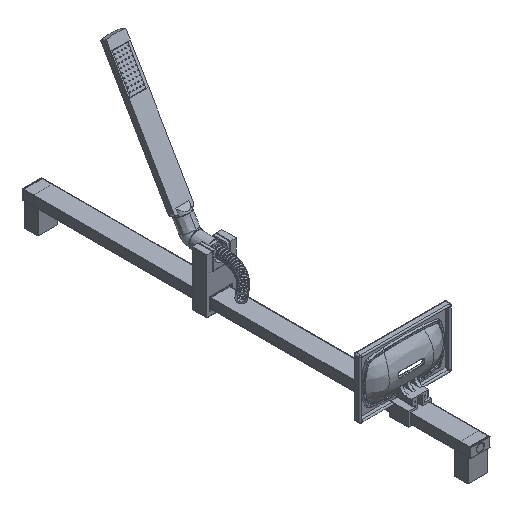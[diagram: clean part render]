
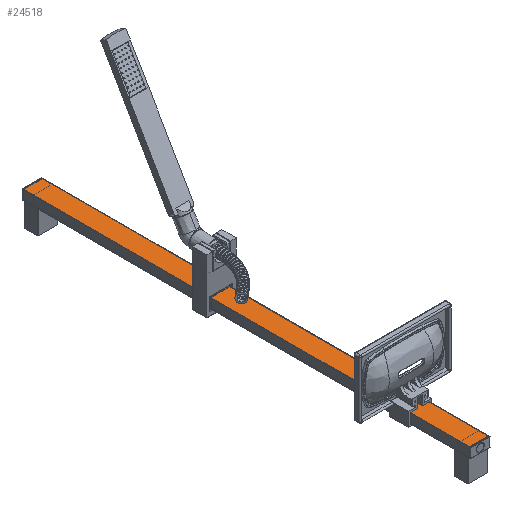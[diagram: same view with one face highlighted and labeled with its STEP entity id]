
A CAD part, isometric view. The second image highlights one B-rep face of the part: STEP entity #24518.
In plain terms, the highlighted planar face has unit normal (0, 0, 1).
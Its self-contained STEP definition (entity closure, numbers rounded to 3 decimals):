
#6014=DIRECTION('',(-1.,0.,0.));
#6015=VECTOR('',#6014,11.);
#6016=CARTESIAN_POINT('',(14.5,-31.5,7.5));
#6017=LINE('',#6016,#6015);
#6018=DIRECTION('',(-1.,0.,0.));
#6019=VECTOR('',#6018,11.);
#6020=CARTESIAN_POINT('',(-3.5,-31.5,7.5));
#6021=LINE('',#6020,#6019);
#6022=DIRECTION('',(0.,1.,0.));
#6023=VECTOR('',#6022,28.);
#6024=CARTESIAN_POINT('',(-3.5,-31.5,7.5));
#6025=LINE('',#6024,#6023);
#6026=DIRECTION('',(1.,0.,0.));
#6027=VECTOR('',#6026,11.);
#6028=CARTESIAN_POINT('',(-14.5,-3.5,7.5));
#6029=LINE('',#6028,#6027);
#6030=DIRECTION('',(1.,0.,0.));
#6031=VECTOR('',#6030,29.);
#6032=CARTESIAN_POINT('',(-14.5,558.5,7.5));
#6033=LINE('',#6032,#6031);
#6034=DIRECTION('',(-1.,0.,0.));
#6035=VECTOR('',#6034,11.);
#6036=CARTESIAN_POINT('',(14.5,-3.5,7.5));
#6037=LINE('',#6036,#6035);
#6038=DIRECTION('',(0.,1.,0.));
#6039=VECTOR('',#6038,28.);
#6040=CARTESIAN_POINT('',(3.5,-31.5,7.5));
#6041=LINE('',#6040,#6039);
#6051=DIRECTION('',(0.,1.,0.));
#6052=VECTOR('',#6051,90.);
#6053=CARTESIAN_POINT('',(14.5,-121.5,7.5));
#6054=LINE('',#6053,#6052);
#6136=DIRECTION('',(0.,-1.,0.));
#6137=VECTOR('',#6136,90.);
#6138=CARTESIAN_POINT('',(-14.5,-31.5,7.5));
#6139=LINE('',#6138,#6137);
#6158=DIRECTION('',(1.,0.,0.));
#6159=VECTOR('',#6158,29.);
#6160=CARTESIAN_POINT('',(-14.5,-121.5,7.5));
#6161=LINE('',#6160,#6159);
#7941=DIRECTION('',(0.,1.,0.));
#7942=VECTOR('',#7941,562.);
#7943=CARTESIAN_POINT('',(14.5,-3.5,7.5));
#7944=LINE('',#7943,#7942);
#10446=DIRECTION('',(0.,-1.,0.));
#10447=VECTOR('',#10446,562.);
#10448=CARTESIAN_POINT('',(-14.5,558.5,7.5));
#10449=LINE('',#10448,#10447);
#13817=CARTESIAN_POINT('',(14.5,558.5,7.5));
#13819=VERTEX_POINT('',#13817);
#13820=CARTESIAN_POINT('',(-14.5,558.5,7.5));
#13821=VERTEX_POINT('',#13820);
#13825=CARTESIAN_POINT('',(-14.5,-121.5,7.5));
#13827=VERTEX_POINT('',#13825);
#13828=CARTESIAN_POINT('',(14.5,-121.5,7.5));
#13829=VERTEX_POINT('',#13828);
#15076=CARTESIAN_POINT('',(-14.5,-31.5,7.5));
#15077=VERTEX_POINT('',#15076);
#15078=CARTESIAN_POINT('',(-14.5,-3.5,7.5));
#15079=VERTEX_POINT('',#15078);
#15080=CARTESIAN_POINT('',(14.5,-31.5,7.5));
#15081=CARTESIAN_POINT('',(3.5,-31.5,7.5));
#15082=VERTEX_POINT('',#15080);
#15083=VERTEX_POINT('',#15081);
#15084=CARTESIAN_POINT('',(-3.5,-31.5,7.5));
#15085=VERTEX_POINT('',#15084);
#15086=CARTESIAN_POINT('',(3.5,-3.5,7.5));
#15087=VERTEX_POINT('',#15086);
#15088=CARTESIAN_POINT('',(14.5,-3.5,7.5));
#15089=VERTEX_POINT('',#15088);
#15090=CARTESIAN_POINT('',(-3.5,-3.5,7.5));
#15091=VERTEX_POINT('',#15090);
#24493=CARTESIAN_POINT('',(15.,558.5,7.5));
#24494=DIRECTION('',(0.,0.,1.));
#24495=DIRECTION('',(-1.,0.,0.));
#24496=AXIS2_PLACEMENT_3D('',#24493,#24494,#24495);
#24497=PLANE('',#24496);
#24498=ORIENTED_EDGE('',*,*,#24253,.F.);
#24500=ORIENTED_EDGE('',*,*,#24499,.F.);
#24502=ORIENTED_EDGE('',*,*,#24501,.F.);
#24504=ORIENTED_EDGE('',*,*,#24503,.F.);
#24505=ORIENTED_EDGE('',*,*,#24237,.F.);
#24506=ORIENTED_EDGE('',*,*,#24486,.T.);
#24507=ORIENTED_EDGE('',*,*,#16839,.F.);
#24509=ORIENTED_EDGE('',*,*,#24508,.F.);
#24511=ORIENTED_EDGE('',*,*,#24510,.T.);
#24513=ORIENTED_EDGE('',*,*,#24512,.F.);
#24514=ORIENTED_EDGE('',*,*,#16823,.T.);
#24515=ORIENTED_EDGE('',*,*,#24455,.F.);
#24516=EDGE_LOOP('',(#24498,#24500,#24502,#24504,#24505,#24506,#24507,#24509,
#24511,#24513,#24514,#24515));
#24517=FACE_OUTER_BOUND('',#24516,.F.);
#24518=ADVANCED_FACE('',(#24517),#24497,.T.);
#16823=EDGE_CURVE('',#15089,#15087,#6037,.T.);
#16839=EDGE_CURVE('',#15079,#15091,#6029,.T.);
#24237=EDGE_CURVE('',#15085,#15077,#6021,.T.);
#24253=EDGE_CURVE('',#15082,#15083,#6017,.T.);
#24455=EDGE_CURVE('',#15083,#15087,#6041,.T.);
#24486=EDGE_CURVE('',#15085,#15091,#6025,.T.);
#24499=EDGE_CURVE('',#13829,#15082,#6054,.T.);
#24501=EDGE_CURVE('',#13827,#13829,#6161,.T.);
#24503=EDGE_CURVE('',#15077,#13827,#6139,.T.);
#24508=EDGE_CURVE('',#13821,#15079,#10449,.T.);
#24510=EDGE_CURVE('',#13821,#13819,#6033,.T.);
#24512=EDGE_CURVE('',#15089,#13819,#7944,.T.);
